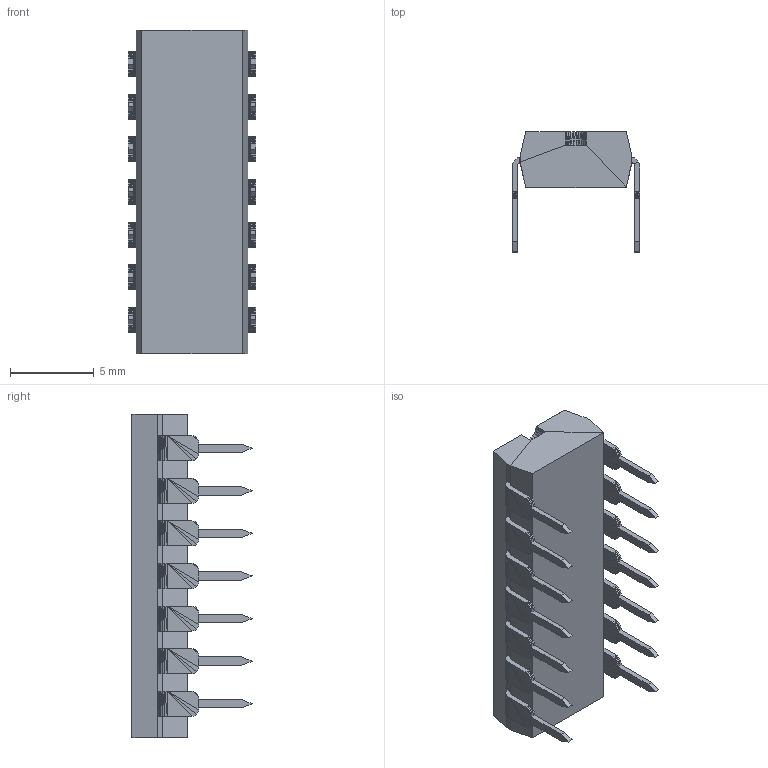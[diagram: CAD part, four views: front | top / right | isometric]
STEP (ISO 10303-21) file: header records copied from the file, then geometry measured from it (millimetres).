
FILE_DESCRIPTION(('HOOPS Exchange Step'),'2;1');
FILE_NAME('d309c16a1e0fda2d45b45166d97ff51320211211-1-gonee5.SLDASM.step','2021-12-11T21:25:40+00:00',('root'),('Unknown organisation'),'HOOPS Exchange 2021.0','HOOPS Exchange','Unknown authorisation');
FILE_SCHEMA( ('AUTOMOTIVE_DESIGN { 1 0 10303 214 1 1 1 1 }') );
Length unit declared in the file: millimetre
Products named in the file (17): korpus plastykowy-1; ko_X2_0144_X0_c_S_swka lutownicza-1; ko_X2_0144_X0_c_S_swka lutownicza-2; ko_X2_0144_X0_c_S_swka lutownicza-3; ko_X2_0144_X0_c_S_swka lutownicza-4; ko_X2_0144_X0_c_S_swka lutownicza-5; ko_X2_0144_X0_c_S_swka lutownicza-6; ko_X2_0144_X0_c_S_swka lutownicza-7; ko_X2_0144_X0_c_S_swka lutownicza_MIR-1; ko_X2_0144_X0_c_S_swka lutownicza_MIR-2; ko_X2_0144_X0_c_S_swka lutownicza_MIR-3; ko_X2_0144_X0_c_S_swka lutownicza_MIR-4; ko_X2_0144_X0_c_S_swka lutownicza_MIR-5; ko_X2_0144_X0_c_S_swka lutownicza_MIR-6; ko_X2_0144_X0_c_S_swka lutownicza_MIR-7; Default; d309c16a1e0fda2d45b45166d97ff51320211211-1-gonee5
Assembly tree (16 placements, depth 3):
  d309c16a1e0fda2d45b45166d97ff51320211211-1-gonee5
    Default
      korpus plastykowy-1
      ko_X2_0144_X0_c_S_swka lutownicza-1
      ko_X2_0144_X0_c_S_swka lutownicza-2
      ko_X2_0144_X0_c_S_swka lutownicza-3
      ko_X2_0144_X0_c_S_swka lutownicza-4
      ko_X2_0144_X0_c_S_swka lutownicza-5
      ko_X2_0144_X0_c_S_swka lutownicza-6
      ko_X2_0144_X0_c_S_swka lutownicza-7
      ko_X2_0144_X0_c_S_swka lutownicza_MIR-1
      ko_X2_0144_X0_c_S_swka lutownicza_MIR-2
      ko_X2_0144_X0_c_S_swka lutownicza_MIR-3
      ko_X2_0144_X0_c_S_swka lutownicza_MIR-4
      ko_X2_0144_X0_c_S_swka lutownicza_MIR-5
      ko_X2_0144_X0_c_S_swka lutownicza_MIR-6
      ko_X2_0144_X0_c_S_swka lutownicza_MIR-7
Bounding box: 7.62 x 7.16 x 19.3 mm (x, y, z)
Volume: 42.2 mm3; surface area: 771.1 mm2
Topology: 14 solids, 15 shells, 1123 faces, 2145 edges, 1051 vertices
Faces by surface type: plane 1123
Entity records: 10512 total; most frequent: DIRECTION 2312, CARTESIAN_POINT 2207, AXIS2_PLACEMENT_3D 1156, PLANE 1123, POLY_LOOP 1123, FACE_OUTER_BOUND 1123, FACE_SURFACE 1123, PRODUCT_DEFINITION_SHAPE 33
